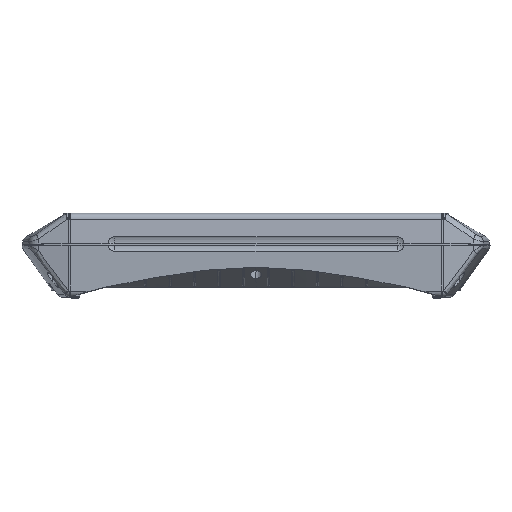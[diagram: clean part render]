
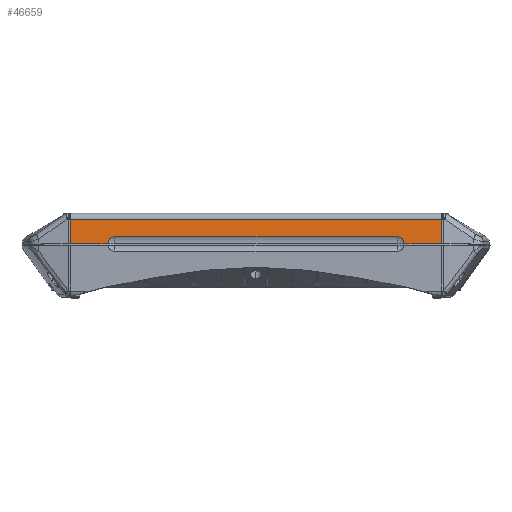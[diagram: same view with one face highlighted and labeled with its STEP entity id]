
A CAD part, top view. The second image highlights one B-rep face of the part: STEP entity #46659.
In plain terms, the highlighted planar face has unit normal (0, 0.052, 0.999).
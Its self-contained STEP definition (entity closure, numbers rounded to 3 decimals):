
#170 = B_SPLINE_CURVE_WITH_KNOTS ( 'NONE', 3,
 ( #26495, #26231, #38627, #2335, #44706, #8368, #50779, #14493, #56890, #20638, #62994, #26755, #69095, #32844, #75160, #38898, #2602, #44982 ),
 .UNSPECIFIED., .F., .F.,
 ( 4, 2, 2, 2, 2, 2, 2, 2, 4 ),
 ( 0., 0.001, 0.002, 0.003, 0.004, 0.005, 0.006, 0.007, 0.008 ),
 .UNSPECIFIED. ) ;
#551 = VECTOR ( 'NONE', #31107, 1000. ) ;
#553 = CARTESIAN_POINT ( 'NONE',  ( 119.349, 3.257, 58.329 ) ) ;
#1942 = CARTESIAN_POINT ( 'NONE',  ( 150.823, 0.69, 58.464 ) ) ;
#2335 = CARTESIAN_POINT ( 'NONE',  ( -116.06, 5.694, 58.202 ) ) ;
#2537 = VERTEX_POINT ( 'NONE', #23201 ) ;
#2602 = CARTESIAN_POINT ( 'NONE',  ( -120.015, 1.451, 58.424 ) ) ;
#2629 = CARTESIAN_POINT ( 'NONE',  ( 0., 0., 58.5 ) ) ;
#3786 = CARTESIAN_POINT ( 'NONE',  ( 0., 0., 58.5 ) ) ;
#4086 = FACE_OUTER_BOUND ( 'NONE', #37152, .T. ) ;
#4299 = CARTESIAN_POINT ( 'NONE',  ( -120.05, 0., 58.5 ) ) ;
#4395 = ORIENTED_EDGE ( 'NONE', *, *, #19445, .T. ) ;
#4994 = CARTESIAN_POINT ( 'NONE',  ( -114.782, 5.84, 58.194 ) ) ;
#5500 = LINE ( 'NONE', #2629, #51948 ) ;
#5725 = ORIENTED_EDGE ( 'NONE', *, *, #25377, .T. ) ;
#6624 = CARTESIAN_POINT ( 'NONE',  ( 118.784, 4.036, 58.288 ) ) ;
#7024 = VERTEX_POINT ( 'NONE', #55763 ) ;
#8368 = CARTESIAN_POINT ( 'NONE',  ( -116.979, 5.376, 58.218 ) ) ;
#8886 = VECTOR ( 'NONE', #68693, 1000. ) ;
#9382 = EDGE_CURVE ( 'NONE', #70690, #72250, #13323, .T. ) ;
#9775 = ORIENTED_EDGE ( 'NONE', *, *, #9382, .F. ) ;
#9851 = CARTESIAN_POINT ( 'NONE',  ( -120.05, 1.127, 58.441 ) ) ;
#12453 = CARTESIAN_POINT ( 'NONE',  ( 120.05, 1.127, 58.441 ) ) ;
#12715 = CARTESIAN_POINT ( 'NONE',  ( 118.08, 4.705, 58.253 ) ) ;
#12817 = ORIENTED_EDGE ( 'NONE', *, *, #39390, .T. ) ;
#13323 = B_SPLINE_CURVE_WITH_KNOTS ( 'NONE', 3,
 ( #12453, #48747, #67069, #73157, #36889, #553, #42961, #6624, #49007, #12715, #55117, #18843, #61232, #24997, #67336, #31063, #73413, #37151 ),
 .UNSPECIFIED., .F., .F.,
 ( 4, 2, 2, 2, 2, 2, 2, 2, 4 ),
 ( 0., 0.001, 0.002, 0.003, 0.004, 0.005, 0.006, 0.007, 0.008 ),
 .UNSPECIFIED. ) ;
#14493 = CARTESIAN_POINT ( 'NONE',  ( -117.816, 4.901, 58.243 ) ) ;
#14794 = EDGE_CURVE ( 'NONE', #53696, #59921, #57566, .T. ) ;
#14990 = VERTEX_POINT ( 'NONE', #19648 ) ;
#16066 = EDGE_CURVE ( 'NONE', #49540, #70690, #18574, .T. ) ;
#17114 = ORIENTED_EDGE ( 'NONE', *, *, #60850, .T. ) ;
#17509 = CARTESIAN_POINT ( 'NONE',  ( -120.05, 0., 58.5 ) ) ;
#17551 = ORIENTED_EDGE ( 'NONE', *, *, #47131, .F. ) ;
#18574 = LINE ( 'NONE', #36932, #551 ) ;
#18843 = CARTESIAN_POINT ( 'NONE',  ( 117.273, 5.231, 58.226 ) ) ;
#19374 = ORIENTED_EDGE ( 'NONE', *, *, #14794, .F. ) ;
#19445 = EDGE_CURVE ( 'NONE', #7024, #66244, #45701, .T. ) ;
#19648 = CARTESIAN_POINT ( 'NONE',  ( -114.782, 5.84, 58.194 ) ) ;
#20638 = CARTESIAN_POINT ( 'NONE',  ( -118.56, 4.276, 58.276 ) ) ;
#23201 = CARTESIAN_POINT ( 'NONE',  ( 150.733, 20.262, 57.438 ) ) ;
#23361 = DIRECTION ( 'NONE',  ( -1., 0., 0. ) ) ;
#23508 = VECTOR ( 'NONE', #40639, 1000. ) ;
#23685 = EDGE_CURVE ( 'NONE', #31838, #2537, #34753, .T. ) ;
#24259 = CARTESIAN_POINT ( 'NONE',  ( -149.622, 20.262, 57.438 ) ) ;
#24997 = CARTESIAN_POINT ( 'NONE',  ( 116.377, 5.605, 58.206 ) ) ;
#25139 = LINE ( 'NONE', #63618, #8886 ) ;
#25377 = EDGE_CURVE ( 'NONE', #49540, #31838, #25139, .T. ) ;
#26113 = ORIENTED_EDGE ( 'NONE', *, *, #68312, .F. ) ;
#26217 = ORIENTED_EDGE ( 'NONE', *, *, #23685, .T. ) ;
#26231 = CARTESIAN_POINT ( 'NONE',  ( -115.108, 5.84, 58.194 ) ) ;
#26495 = CARTESIAN_POINT ( 'NONE',  ( -114.782, 5.84, 58.194 ) ) ;
#26755 = CARTESIAN_POINT ( 'NONE',  ( -119.173, 3.534, 58.315 ) ) ;
#28284 = CARTESIAN_POINT ( 'NONE',  ( -150.823, 0.69, 58.464 ) ) ;
#31063 = CARTESIAN_POINT ( 'NONE',  ( 115.434, 5.81, 58.196 ) ) ;
#31107 = DIRECTION ( 'NONE',  ( 0., 0.999, -0.052 ) ) ;
#31838 = VERTEX_POINT ( 'NONE', #42409 ) ;
#32844 = CARTESIAN_POINT ( 'NONE',  ( -119.644, 2.685, 58.359 ) ) ;
#32856 = AXIS2_PLACEMENT_3D ( 'NONE', #3786, #70573, #34300 ) ;
#34300 = DIRECTION ( 'NONE',  ( 0., -0.999, 0.052 ) ) ;
#34753 = LINE ( 'NONE', #1942, #48903 ) ;
#36889 = CARTESIAN_POINT ( 'NONE',  ( 119.646, 2.681, 58.359 ) ) ;
#36932 = CARTESIAN_POINT ( 'NONE',  ( 120.05, 0., 58.5 ) ) ;
#37151 = CARTESIAN_POINT ( 'NONE',  ( 114.782, 5.84, 58.194 ) ) ;
#37152 = EDGE_LOOP ( 'NONE', ( #26217, #17114, #4395, #12817, #19374, #26113, #17551, #9775, #61875, #5725 ) ) ;
#38273 = DIRECTION ( 'NONE',  ( -0.005, 0.999, -0.052 ) ) ;
#38627 = CARTESIAN_POINT ( 'NONE',  ( -115.428, 5.81, 58.195 ) ) ;
#38898 = CARTESIAN_POINT ( 'NONE',  ( -119.95, 1.771, 58.407 ) ) ;
#39390 = EDGE_CURVE ( 'NONE', #66244, #59921, #5500, .T. ) ;
#40319 = CARTESIAN_POINT ( 'NONE',  ( -150.826, 0., 58.5 ) ) ;
#40639 = DIRECTION ( 'NONE',  ( 0., -0.999, 0.052 ) ) ;
#42409 = CARTESIAN_POINT ( 'NONE',  ( 150.826, 0., 58.5 ) ) ;
#42961 = CARTESIAN_POINT ( 'NONE',  ( 119.177, 3.528, 58.315 ) ) ;
#44206 = VECTOR ( 'NONE', #60475, 1000. ) ;
#44706 = CARTESIAN_POINT ( 'NONE',  ( -116.373, 5.607, 58.206 ) ) ;
#44982 = CARTESIAN_POINT ( 'NONE',  ( -120.05, 1.127, 58.441 ) ) ;
#45004 = DIRECTION ( 'NONE',  ( 1., 0., 0. ) ) ;
#45701 = LINE ( 'NONE', #28284, #76025 ) ;
#46659 = ADVANCED_FACE ( 'NONE', ( #4086 ), #64474, .T. ) ;
#47131 = EDGE_CURVE ( 'NONE', #72250, #14990, #47635, .T. ) ;
#47635 = LINE ( 'NONE', #4994, #63780 ) ;
#48747 = CARTESIAN_POINT ( 'NONE',  ( 120.015, 1.451, 58.424 ) ) ;
#48903 = VECTOR ( 'NONE', #38273, 1000. ) ;
#49007 = CARTESIAN_POINT ( 'NONE',  ( 118.561, 4.275, 58.276 ) ) ;
#49540 = VERTEX_POINT ( 'NONE', #63048 ) ;
#50779 = CARTESIAN_POINT ( 'NONE',  ( -117.267, 5.234, 58.226 ) ) ;
#51948 = VECTOR ( 'NONE', #45004, 1000. ) ;
#53696 = VERTEX_POINT ( 'NONE', #9851 ) ;
#55117 = CARTESIAN_POINT ( 'NONE',  ( 117.822, 4.896, 58.243 ) ) ;
#55763 = CARTESIAN_POINT ( 'NONE',  ( -150.733, 20.262, 57.438 ) ) ;
#56890 = CARTESIAN_POINT ( 'NONE',  ( -118.079, 4.706, 58.253 ) ) ;
#57566 = LINE ( 'NONE', #4299, #23508 ) ;
#59921 = VERTEX_POINT ( 'NONE', #17509 ) ;
#60313 = LINE ( 'NONE', #24259, #44206 ) ;
#60475 = DIRECTION ( 'NONE',  ( -1., 0., 0. ) ) ;
#60850 = EDGE_CURVE ( 'NONE', #2537, #7024, #60313, .T. ) ;
#61232 = CARTESIAN_POINT ( 'NONE',  ( 116.979, 5.376, 58.218 ) ) ;
#61875 = ORIENTED_EDGE ( 'NONE', *, *, #16066, .F. ) ;
#62994 = CARTESIAN_POINT ( 'NONE',  ( -118.779, 4.042, 58.288 ) ) ;
#63048 = CARTESIAN_POINT ( 'NONE',  ( 120.05, 0., 58.5 ) ) ;
#63618 = CARTESIAN_POINT ( 'NONE',  ( 0., 0., 58.5 ) ) ;
#63780 = VECTOR ( 'NONE', #23361, 1000. ) ;
#64163 = CARTESIAN_POINT ( 'NONE',  ( 120.05, 1.127, 58.441 ) ) ;
#64474 = PLANE ( 'NONE',  #32856 ) ;
#64808 = CARTESIAN_POINT ( 'NONE',  ( 114.782, 5.84, 58.194 ) ) ;
#66244 = VERTEX_POINT ( 'NONE', #40319 ) ;
#67069 = CARTESIAN_POINT ( 'NONE',  ( 119.951, 1.766, 58.407 ) ) ;
#67336 = CARTESIAN_POINT ( 'NONE',  ( 116.068, 5.692, 58.202 ) ) ;
#68312 = EDGE_CURVE ( 'NONE', #14990, #53696, #170, .T. ) ;
#68693 = DIRECTION ( 'NONE',  ( 1., 0., 0. ) ) ;
#69095 = CARTESIAN_POINT ( 'NONE',  ( -119.349, 3.257, 58.329 ) ) ;
#70573 = DIRECTION ( 'NONE',  ( 0., 0.052, 0.999 ) ) ;
#70634 = DIRECTION ( 'NONE',  ( -0.005, -0.999, 0.052 ) ) ;
#70690 = VERTEX_POINT ( 'NONE', #64163 ) ;
#72250 = VERTEX_POINT ( 'NONE', #64808 ) ;
#73157 = CARTESIAN_POINT ( 'NONE',  ( 119.767, 2.38, 58.375 ) ) ;
#73413 = CARTESIAN_POINT ( 'NONE',  ( 115.108, 5.84, 58.194 ) ) ;
#75160 = CARTESIAN_POINT ( 'NONE',  ( -119.764, 2.388, 58.375 ) ) ;
#76025 = VECTOR ( 'NONE', #70634, 1000. ) ;
